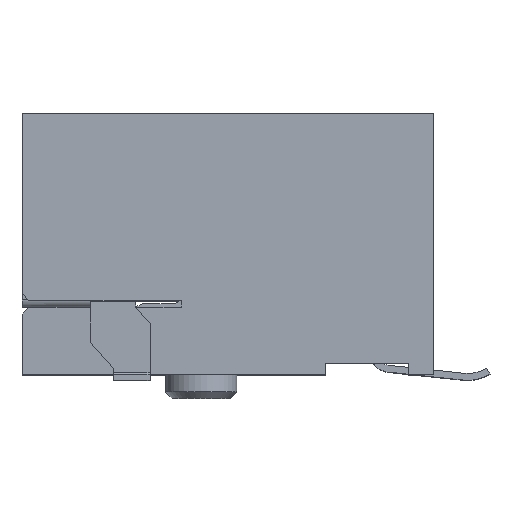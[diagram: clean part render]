
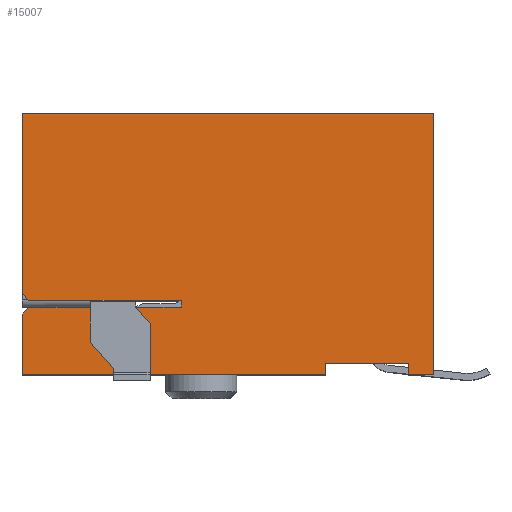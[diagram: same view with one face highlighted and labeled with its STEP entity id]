
A CAD part, top view. The second image highlights one B-rep face of the part: STEP entity #15007.
In plain terms, the highlighted planar face has unit normal (0, 0, 1).
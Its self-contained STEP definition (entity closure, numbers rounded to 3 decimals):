
#4784=DIRECTION('',(1.,0.,0.));
#4785=VECTOR('',#4784,2.7);
#4786=CARTESIAN_POINT('',(0.3,2.96,7.62));
#4787=LINE('',#4786,#4785);
#4788=DIRECTION('',(1.,0.,0.));
#4789=VECTOR('',#4788,2.);
#4790=CARTESIAN_POINT('',(3.,2.96,7.62));
#4791=LINE('',#4790,#4789);
#4792=DIRECTION('',(1.,0.,0.));
#4793=VECTOR('',#4792,2.);
#4794=CARTESIAN_POINT('',(5.,2.96,7.62));
#4795=LINE('',#4794,#4793);
#4796=DIRECTION('',(0.,1.,0.));
#4797=VECTOR('',#4796,0.3);
#4798=CARTESIAN_POINT('',(7.,2.96,7.62));
#4799=LINE('',#4798,#4797);
#4800=DIRECTION('',(1.,0.,0.));
#4801=VECTOR('',#4800,6.7);
#4802=CARTESIAN_POINT('',(0.3,3.26,7.62));
#4803=LINE('',#4802,#4801);
#4804=DIRECTION('',(0.707,-0.707,0.));
#4805=VECTOR('',#4804,0.424);
#4806=CARTESIAN_POINT('',(0.,3.56,7.62));
#4807=LINE('',#4806,#4805);
#4808=DIRECTION('',(0.,-1.,0.));
#4809=VECTOR('',#4808,7.94);
#4810=CARTESIAN_POINT('',(0.,11.5,7.62));
#4811=LINE('',#4810,#4809);
#4812=DIRECTION('',(-1.,0.,0.));
#4813=VECTOR('',#4812,18.1);
#4814=CARTESIAN_POINT('',(18.1,11.5,7.62));
#4815=LINE('',#4814,#4813);
#4816=DIRECTION('',(0.,1.,0.));
#4817=VECTOR('',#4816,11.5);
#4818=CARTESIAN_POINT('',(18.1,0.,7.62));
#4819=LINE('',#4818,#4817);
#4820=DIRECTION('',(1.,0.,0.));
#4821=VECTOR('',#4820,1.1);
#4822=CARTESIAN_POINT('',(17.,0.,7.62));
#4823=LINE('',#4822,#4821);
#4824=DIRECTION('',(0.,1.,0.));
#4825=VECTOR('',#4824,0.5);
#4826=CARTESIAN_POINT('',(17.,0.,7.62));
#4827=LINE('',#4826,#4825);
#4828=DIRECTION('',(-1.,0.,0.));
#4829=VECTOR('',#4828,3.65);
#4830=CARTESIAN_POINT('',(17.,0.5,7.62));
#4831=LINE('',#4830,#4829);
#4832=DIRECTION('',(0.,1.,0.));
#4833=VECTOR('',#4832,0.5);
#4834=CARTESIAN_POINT('',(13.35,0.,7.62));
#4835=LINE('',#4834,#4833);
#4836=DIRECTION('',(1.,0.,0.));
#4837=VECTOR('',#4836,13.35);
#4838=CARTESIAN_POINT('',(0.,0.,7.62));
#4839=LINE('',#4838,#4837);
#4840=DIRECTION('',(0.,-1.,0.));
#4841=VECTOR('',#4840,2.66);
#4842=CARTESIAN_POINT('',(0.,2.66,7.62));
#4843=LINE('',#4842,#4841);
#4844=DIRECTION('',(-0.707,-0.707,0.));
#4845=VECTOR('',#4844,0.424);
#4846=CARTESIAN_POINT('',(0.3,2.96,7.62));
#4847=LINE('',#4846,#4845);
#6519=CARTESIAN_POINT('',(18.1,0.,7.62));
#6520=CARTESIAN_POINT('',(18.1,11.5,7.62));
#6521=VERTEX_POINT('',#6519);
#6522=VERTEX_POINT('',#6520);
#6523=CARTESIAN_POINT('',(0.,11.5,7.62));
#6524=VERTEX_POINT('',#6523);
#6590=CARTESIAN_POINT('',(0.,0.,7.62));
#6592=VERTEX_POINT('',#6590);
#6653=CARTESIAN_POINT('',(7.,2.96,7.62));
#6654=CARTESIAN_POINT('',(7.,3.26,7.62));
#6655=VERTEX_POINT('',#6653);
#6656=VERTEX_POINT('',#6654);
#6725=CARTESIAN_POINT('',(0.,3.56,7.62));
#6726=CARTESIAN_POINT('',(0.3,3.26,7.62));
#6727=VERTEX_POINT('',#6725);
#6728=VERTEX_POINT('',#6726);
#6789=CARTESIAN_POINT('',(0.3,2.96,7.62));
#6790=CARTESIAN_POINT('',(0.,2.66,7.62));
#6791=VERTEX_POINT('',#6789);
#6792=VERTEX_POINT('',#6790);
#6945=CARTESIAN_POINT('',(17.,0.,7.62));
#6946=CARTESIAN_POINT('',(17.,0.5,7.62));
#6947=VERTEX_POINT('',#6945);
#6948=VERTEX_POINT('',#6946);
#6949=CARTESIAN_POINT('',(13.35,0.5,7.62));
#6950=VERTEX_POINT('',#6949);
#6951=CARTESIAN_POINT('',(13.35,0.,7.62));
#6952=VERTEX_POINT('',#6951);
#7126=CARTESIAN_POINT('',(3.,2.96,7.62));
#7128=VERTEX_POINT('',#7126);
#7162=CARTESIAN_POINT('',(5.,2.96,7.62));
#7164=VERTEX_POINT('',#7162);
#14979=CARTESIAN_POINT('',(0.,0.,7.62));
#14980=DIRECTION('',(0.,0.,1.));
#14981=DIRECTION('',(1.,0.,0.));
#14982=AXIS2_PLACEMENT_3D('',#14979,#14980,#14981);
#14983=PLANE('',#14982);
#14984=ORIENTED_EDGE('',*,*,#8627,.T.);
#14986=ORIENTED_EDGE('',*,*,#14985,.T.);
#14987=ORIENTED_EDGE('',*,*,#8678,.T.);
#14988=ORIENTED_EDGE('',*,*,#9202,.T.);
#14990=ORIENTED_EDGE('',*,*,#14989,.F.);
#14992=ORIENTED_EDGE('',*,*,#14991,.F.);
#14993=ORIENTED_EDGE('',*,*,#9625,.F.);
#14994=ORIENTED_EDGE('',*,*,#9915,.F.);
#14995=ORIENTED_EDGE('',*,*,#10081,.F.);
#14997=ORIENTED_EDGE('',*,*,#14996,.F.);
#14998=ORIENTED_EDGE('',*,*,#10852,.T.);
#14999=ORIENTED_EDGE('',*,*,#10881,.T.);
#15000=ORIENTED_EDGE('',*,*,#10929,.F.);
#15002=ORIENTED_EDGE('',*,*,#15001,.F.);
#15003=ORIENTED_EDGE('',*,*,#9643,.F.);
#15004=ORIENTED_EDGE('',*,*,#14971,.F.);
#15005=EDGE_LOOP('',(#14984,#14986,#14987,#14988,#14990,#14992,#14993,#14994,
#14995,#14997,#14998,#14999,#15000,#15002,#15003,#15004));
#15006=FACE_OUTER_BOUND('',#15005,.F.);
#15007=ADVANCED_FACE('',(#15006),#14983,.T.);
#8627=EDGE_CURVE('',#6791,#7128,#4787,.T.);
#8678=EDGE_CURVE('',#7164,#6655,#4795,.T.);
#9202=EDGE_CURVE('',#6655,#6656,#4799,.T.);
#9625=EDGE_CURVE('',#6524,#6727,#4811,.T.);
#9643=EDGE_CURVE('',#6792,#6592,#4843,.T.);
#9915=EDGE_CURVE('',#6522,#6524,#4815,.T.);
#10081=EDGE_CURVE('',#6521,#6522,#4819,.T.);
#10852=EDGE_CURVE('',#6947,#6948,#4827,.T.);
#10881=EDGE_CURVE('',#6948,#6950,#4831,.T.);
#10929=EDGE_CURVE('',#6952,#6950,#4835,.T.);
#14971=EDGE_CURVE('',#6791,#6792,#4847,.T.);
#14985=EDGE_CURVE('',#7128,#7164,#4791,.T.);
#14989=EDGE_CURVE('',#6728,#6656,#4803,.T.);
#14991=EDGE_CURVE('',#6727,#6728,#4807,.T.);
#14996=EDGE_CURVE('',#6947,#6521,#4823,.T.);
#15001=EDGE_CURVE('',#6592,#6952,#4839,.T.);
